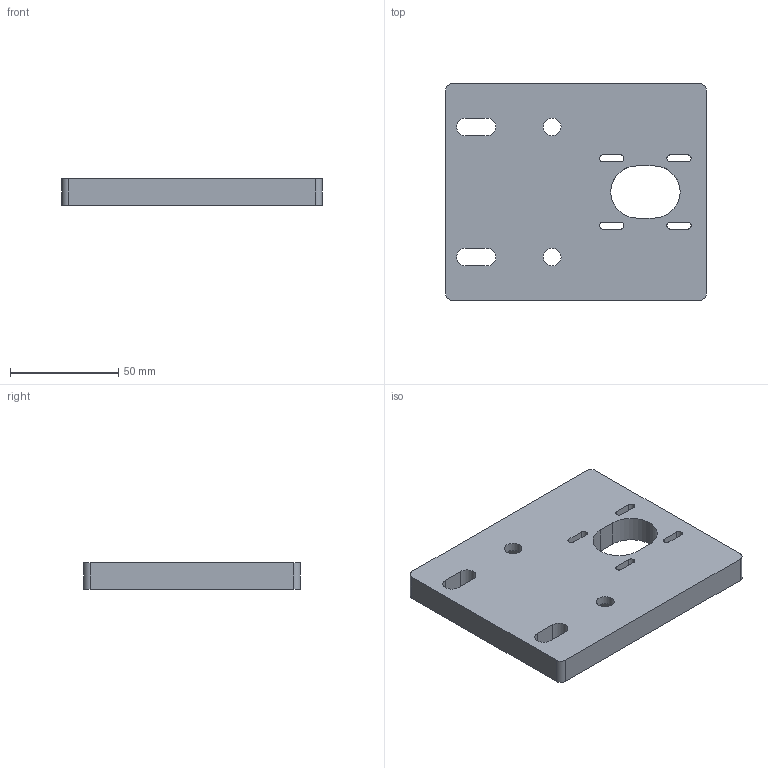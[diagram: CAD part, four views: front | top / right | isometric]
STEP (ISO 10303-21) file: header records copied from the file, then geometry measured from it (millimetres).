
FILE_DESCRIPTION(('FreeCAD Model'),'2;1');
FILE_NAME('sg-xslide-slide.step','2016-06-19T19:39:26',('FreeCAD'),('FreeCAD'), 'Open CASCADE STEP processor 6.9','FreeCAD','Unknown');
FILE_SCHEMA(('AUTOMOTIVE_DESIGN_CC2 { 1 2 10303 214 -1 1 5 4 }'));
Length unit declared in the file: millimetre
Products named in the file (1): Open CASCADE STEP translator 6.9 3
Bounding box: 120 x 100 x 12 mm (x, y, z)
Volume: 126172.4 mm3; surface area: 31865.6 mm2
Topology: 1 solids, 1 shells, 68 faces, 180 edges, 120 vertices
Faces by surface type: plane 40, cylinder 28
Full cylindrical faces by diameter (mm): 8.2 x2
Entity records: 4574 total; most frequent: CARTESIAN_POINT 949, DIRECTION 674, LINE 400, VECTOR 400, ORIENTED_EDGE 360, PCURVE 360, DEFINITIONAL_REPRESENTATION 360, EDGE_CURVE 180
